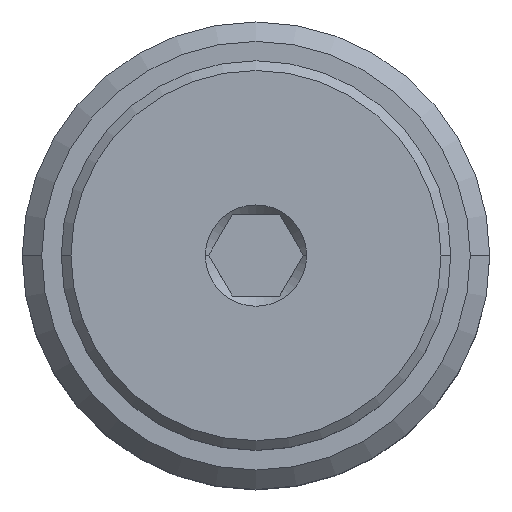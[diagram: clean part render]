
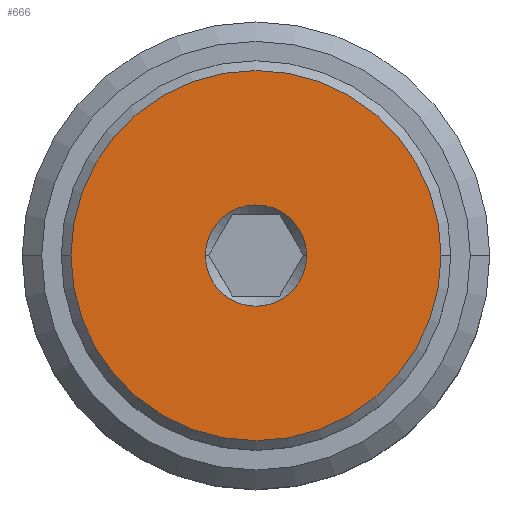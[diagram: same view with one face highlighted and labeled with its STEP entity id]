
A CAD part, top view. The second image highlights one B-rep face of the part: STEP entity #666.
In plain terms, the highlighted planar face has unit normal (0, 0, 1).
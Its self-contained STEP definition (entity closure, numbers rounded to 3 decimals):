
#6 = VERTEX_POINT ( 'NONE', #603 ) ;
#44 = AXIS2_PLACEMENT_3D ( 'NONE', #897, #425, #135 ) ;
#53 = CARTESIAN_POINT ( 'NONE',  ( -4.75, 0., 10. ) ) ;
#66 = CARTESIAN_POINT ( 'NONE',  ( 0., 0., 10. ) ) ;
#78 = FACE_OUTER_BOUND ( 'NONE', #608, .T. ) ;
#89 = ORIENTED_EDGE ( 'NONE', *, *, #388, .T. ) ;
#90 = AXIS2_PLACEMENT_3D ( 'NONE', #132, #659, #583 ) ;
#132 = CARTESIAN_POINT ( 'NONE',  ( 0., 0., 10. ) ) ;
#135 = DIRECTION ( 'NONE',  ( 1., 0., 0. ) ) ;
#208 = DIRECTION ( 'NONE',  ( 1., 0., 0. ) ) ;
#226 = DIRECTION ( 'NONE',  ( 1., 0., 0. ) ) ;
#253 = AXIS2_PLACEMENT_3D ( 'NONE', #697, #292, #596 ) ;
#268 = CIRCLE ( 'NONE', #44, 1.3 ) ;
#292 = DIRECTION ( 'NONE',  ( 0., 0., 1. ) ) ;
#384 = PLANE ( 'NONE',  #943 ) ;
#386 = VERTEX_POINT ( 'NONE', #53 ) ;
#388 = EDGE_CURVE ( 'NONE', #6, #675, #268, .T. ) ;
#425 = DIRECTION ( 'NONE',  ( 0., 0., -1. ) ) ;
#430 = VERTEX_POINT ( 'NONE', #653 ) ;
#461 = EDGE_CURVE ( 'NONE', #675, #6, #987, .T. ) ;
#470 = FACE_BOUND ( 'NONE', #540, .T. ) ;
#473 = CIRCLE ( 'NONE', #90, 4.75 ) ;
#484 = EDGE_CURVE ( 'NONE', #430, #386, #473, .T. ) ;
#498 = DIRECTION ( 'NONE',  ( 0., 0., -1. ) ) ;
#518 = ORIENTED_EDGE ( 'NONE', *, *, #733, .T. ) ;
#540 = EDGE_LOOP ( 'NONE', ( #773, #89 ) ) ;
#583 = DIRECTION ( 'NONE',  ( 1., 0., 0. ) ) ;
#595 = AXIS2_PLACEMENT_3D ( 'NONE', #974, #498, #208 ) ;
#596 = DIRECTION ( 'NONE',  ( 1., 0., 0. ) ) ;
#603 = CARTESIAN_POINT ( 'NONE',  ( -1.3, 0., 10. ) ) ;
#608 = EDGE_LOOP ( 'NONE', ( #518, #832 ) ) ;
#613 = CIRCLE ( 'NONE', #253, 4.75 ) ;
#653 = CARTESIAN_POINT ( 'NONE',  ( 4.75, 0., 10. ) ) ;
#659 = DIRECTION ( 'NONE',  ( 0., 0., 1. ) ) ;
#666 = ADVANCED_FACE ( 'NONE', ( #470, #78 ), #384, .T. ) ;
#673 = DIRECTION ( 'NONE',  ( 0., 0., 1. ) ) ;
#675 = VERTEX_POINT ( 'NONE', #919 ) ;
#697 = CARTESIAN_POINT ( 'NONE',  ( 0., 0., 10. ) ) ;
#733 = EDGE_CURVE ( 'NONE', #386, #430, #613, .T. ) ;
#773 = ORIENTED_EDGE ( 'NONE', *, *, #461, .T. ) ;
#832 = ORIENTED_EDGE ( 'NONE', *, *, #484, .T. ) ;
#897 = CARTESIAN_POINT ( 'NONE',  ( 0., 0., 10. ) ) ;
#919 = CARTESIAN_POINT ( 'NONE',  ( 1.3, 0., 10. ) ) ;
#943 = AXIS2_PLACEMENT_3D ( 'NONE', #66, #673, #226 ) ;
#974 = CARTESIAN_POINT ( 'NONE',  ( 0., 0., 10. ) ) ;
#987 = CIRCLE ( 'NONE', #595, 1.3 ) ;
